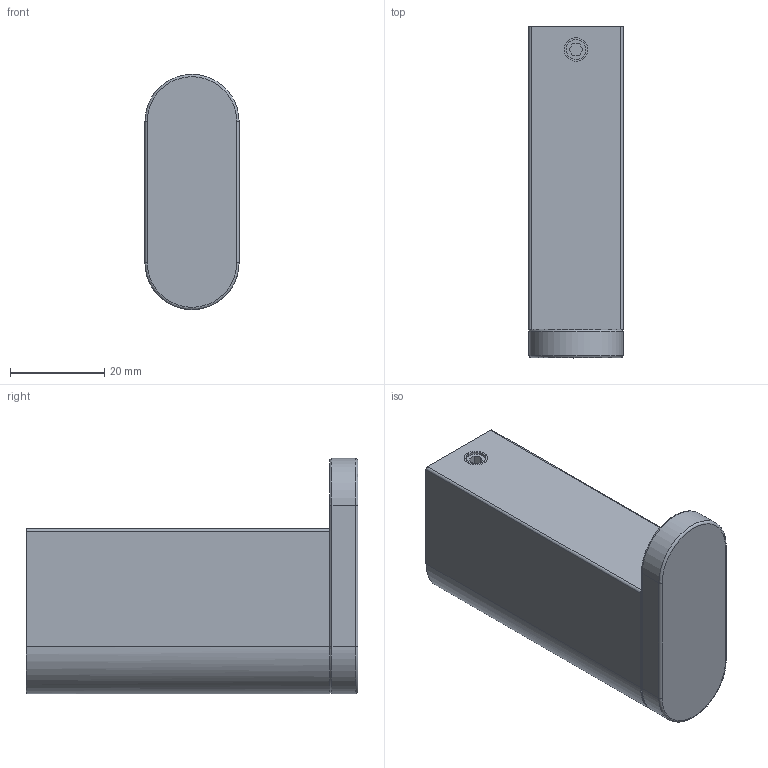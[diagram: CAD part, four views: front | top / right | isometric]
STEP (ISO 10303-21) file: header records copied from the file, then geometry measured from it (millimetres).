
FILE_DESCRIPTION(/* description */ (''),/* implementation_level */ '2;1');
FILE_NAME(/* name */ 'STEP - Mizu Soothe Robe Hook',/* time_stamp */ '2025-08-11T15:59:16+10:00',/* author */ (''),/* organization */ (''),/* preprocessor_version */ 'ST-DEVELOPER v16.5',/* originating_system */ 'Rhino 7.37',/* authorisation */ '');
FILE_SCHEMA (('AUTOMOTIVE_DESIGN'));
Length unit declared in the file: millimetre
Products named in the file (11): Document; 227154A_Mizu Soothe Robe Hook; 07154_ASM_ASM; 07154_ASM_2_ASM; 07154-02_1; 07124-04_1_1_2_3_4; 07154-03_1; WASHER_1_1_2_3_4; M5-10_1_1_2_3; 07154-01_1; M5-8_3_1_2_3_4_5
Assembly tree (11 placements, depth 5):
  Document
    227154A_Mizu Soothe Robe Hook
      07154_ASM_ASM
        07154_ASM_2_ASM
          07154-02_1
          07124-04_1_1_2_3_4  x2
          07154-03_1
          WASHER_1_1_2_3_4
          M5-10_1_1_2_3
          07154-01_1
          M5-8_3_1_2_3_4_5
Bounding box: 20 x 70.5 x 49.98 mm (x, y, z)
Volume: 22993.4 mm3; surface area: 19013.5 mm2
Topology: 8 solids, 12 shells, 205 faces, 501 edges, 318 vertices
Faces by surface type: plane 76, bspline 66, cylinder 63
Entity records: 8601 total; most frequent: CARTESIAN_POINT 4996, ORIENTED_EDGE 962, EDGE_CURVE 491, B_SPLINE_CURVE_WITH_KNOTS 357, VERTEX_POINT 314, EDGE_LOOP 223, ADVANCED_FACE 201, FACE_OUTER_BOUND 201
